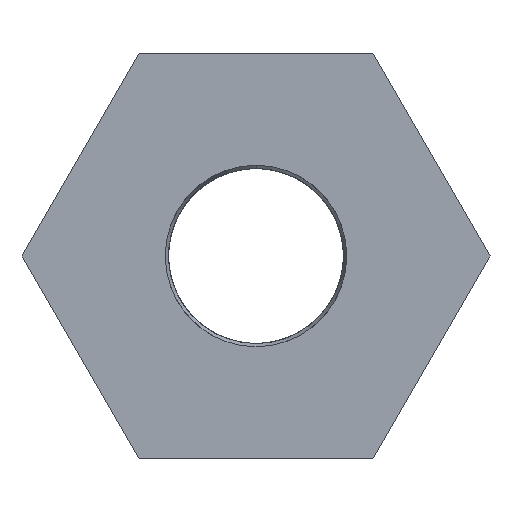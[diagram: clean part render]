
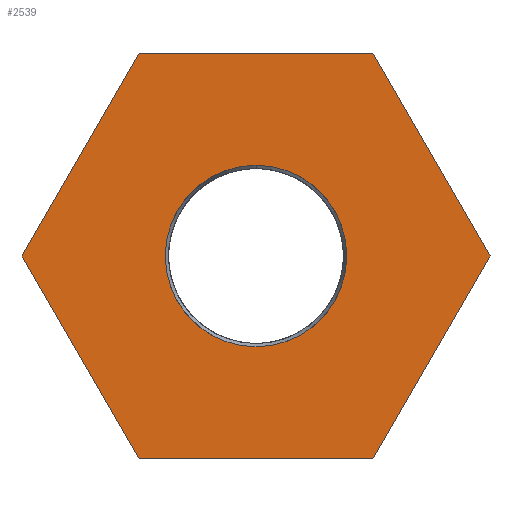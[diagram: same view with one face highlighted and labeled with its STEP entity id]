
A CAD part, front view. The second image highlights one B-rep face of the part: STEP entity #2539.
In plain terms, the highlighted planar face has unit normal (0, -1, 0).
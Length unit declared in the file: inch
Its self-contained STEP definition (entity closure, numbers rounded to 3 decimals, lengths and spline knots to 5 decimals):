
#1176 = CARTESIAN_POINT ( 'NONE',  ( -0.07217, 0., 0.125 ) ) ;
#1177 = DIRECTION ( 'NONE',  ( 1., 0., 0. ) ) ;
#1178 = VECTOR ( 'NONE', #1177, 39.37008 ) ;
#1179 = CARTESIAN_POINT ( 'NONE',  ( -0.07217, 0., 0.125 ) ) ;
#1180 = LINE ( 'NONE', #1179, #1178 ) ;
#1191 = DIRECTION ( 'NONE',  ( -0.5, 0., -0.866 ) ) ;
#1192 = VECTOR ( 'NONE', #1191, 39.37008 ) ;
#1193 = CARTESIAN_POINT ( 'NONE',  ( 0.14434, 0., 0. ) ) ;
#1194 = LINE ( 'NONE', #1193, #1192 ) ;
#1209 = CARTESIAN_POINT ( 'NONE',  ( -0.14434, 0., 0. ) ) ;
#1210 = DIRECTION ( 'NONE',  ( 0.5, 0., 0.866 ) ) ;
#1211 = VECTOR ( 'NONE', #1210, 39.37008 ) ;
#1212 = CARTESIAN_POINT ( 'NONE',  ( -0.14434, 0., 0. ) ) ;
#1213 = LINE ( 'NONE', #1212, #1211 ) ;
#1215 = CARTESIAN_POINT ( 'NONE',  ( 0.07217, 0., 0.125 ) ) ;
#1216 = DIRECTION ( 'NONE',  ( 0., 0., 1. ) ) ;
#1217 = DIRECTION ( 'NONE',  ( 0., 1., 0. ) ) ;
#1218 = CARTESIAN_POINT ( 'NONE',  ( 0.14434, 0., 0. ) ) ;
#1219 = AXIS2_PLACEMENT_3D ( 'NONE', #1218, #1217, #1216 ) ;
#1220 = PLANE ( 'NONE',  #1219 ) ;
#1221 = FACE_BOUND ( 'NONE', #3514, .T. ) ;
#1222 = FACE_OUTER_BOUND ( 'NONE', #2629, .T. ) ;
#1223 = CARTESIAN_POINT ( 'NONE',  ( 0.14434, 0., 0. ) ) ;
#1224 = DIRECTION ( 'NONE',  ( 0.5, 0., -0.866 ) ) ;
#1225 = VECTOR ( 'NONE', #1224, 39.37008 ) ;
#1226 = CARTESIAN_POINT ( 'NONE',  ( 0.07217, 0., 0.125 ) ) ;
#1229 = LINE ( 'NONE', #1226, #1225 ) ;
#1311 = DIRECTION ( 'NONE',  ( 0., 0., 1. ) ) ;
#1312 = DIRECTION ( 'NONE',  ( 0., 1., 0. ) ) ;
#1313 = CARTESIAN_POINT ( 'NONE',  ( 0., 0., 0. ) ) ;
#1314 = AXIS2_PLACEMENT_3D ( 'NONE', #1313, #1312, #1311 ) ;
#1315 = CIRCLE ( 'NONE', #1314, 0.056 ) ;
#1892 = VERTEX_POINT ( 'NONE', #4582 ) ;
#2019 = VERTEX_POINT ( 'NONE', #5047 ) ;
#2020 = EDGE_CURVE ( 'NONE', #2019, #1892, #5038, .T. ) ;
#2523 = EDGE_CURVE ( 'NONE', #2538, #3464, #1194, .T. ) ;
#2524 = ORIENTED_EDGE ( 'NONE', *, *, #2020, .T. ) ;
#2525 = ORIENTED_EDGE ( 'NONE', *, *, #2570, .T. ) ;
#2531 = ORIENTED_EDGE ( 'NONE', *, *, #2532, .F. ) ;
#2532 = EDGE_CURVE ( 'NONE', #2533, #2540, #1180, .T. ) ;
#2533 = VERTEX_POINT ( 'NONE', #1176 ) ;
#2536 = ORIENTED_EDGE ( 'NONE', *, *, #2537, .F. ) ;
#2537 = EDGE_CURVE ( 'NONE', #2540, #2538, #1229, .T. ) ;
#2538 = VERTEX_POINT ( 'NONE', #1223 ) ;
#2539 = ADVANCED_FACE ( 'NONE', ( #1222, #1221 ), #1220, .F. ) ;
#2540 = VERTEX_POINT ( 'NONE', #1215 ) ;
#2542 = ORIENTED_EDGE ( 'NONE', *, *, #2543, .F. ) ;
#2543 = EDGE_CURVE ( 'NONE', #2544, #2533, #1213, .T. ) ;
#2544 = VERTEX_POINT ( 'NONE', #1209 ) ;
#2570 = EDGE_CURVE ( 'NONE', #1892, #2019, #1315, .T. ) ;
#2629 = EDGE_LOOP ( 'NONE', ( #2536, #2531, #2542, #3530, #3482, #3463 ) ) ;
#2943 = CARTESIAN_POINT ( 'NONE',  ( 0.07217, 0., -0.125 ) ) ;
#3463 = ORIENTED_EDGE ( 'NONE', *, *, #2523, .F. ) ;
#3464 = VERTEX_POINT ( 'NONE', #2943 ) ;
#3482 = ORIENTED_EDGE ( 'NONE', *, *, #3535, .F. ) ;
#3514 = EDGE_LOOP ( 'NONE', ( #2524, #2525 ) ) ;
#3530 = ORIENTED_EDGE ( 'NONE', *, *, #3531, .F. ) ;
#3531 = EDGE_CURVE ( 'NONE', #3534, #2544, #4203, .T. ) ;
#3534 = VERTEX_POINT ( 'NONE', #4233 ) ;
#3535 = EDGE_CURVE ( 'NONE', #3464, #3534, #4232, .T. ) ;
#4194 = DIRECTION ( 'NONE',  ( -0.5, 0., 0.866 ) ) ;
#4195 = VECTOR ( 'NONE', #4194, 39.37008 ) ;
#4196 = CARTESIAN_POINT ( 'NONE',  ( -0.07217, 0., -0.125 ) ) ;
#4203 = LINE ( 'NONE', #4196, #4195 ) ;
#4229 = DIRECTION ( 'NONE',  ( -1., 0., 0. ) ) ;
#4230 = VECTOR ( 'NONE', #4229, 39.37008 ) ;
#4231 = CARTESIAN_POINT ( 'NONE',  ( 0.07217, 0., -0.125 ) ) ;
#4232 = LINE ( 'NONE', #4231, #4230 ) ;
#4233 = CARTESIAN_POINT ( 'NONE',  ( -0.07217, 0., -0.125 ) ) ;
#4582 = CARTESIAN_POINT ( 'NONE',  ( 0., 0., 0.056 ) ) ;
#5034 = DIRECTION ( 'NONE',  ( 0., 0., 1. ) ) ;
#5035 = DIRECTION ( 'NONE',  ( 0., 1., 0. ) ) ;
#5036 = CARTESIAN_POINT ( 'NONE',  ( 0., 0., 0. ) ) ;
#5037 = AXIS2_PLACEMENT_3D ( 'NONE', #5036, #5035, #5034 ) ;
#5038 = CIRCLE ( 'NONE', #5037, 0.056 ) ;
#5047 = CARTESIAN_POINT ( 'NONE',  ( 0., 0., -0.056 ) ) ;
